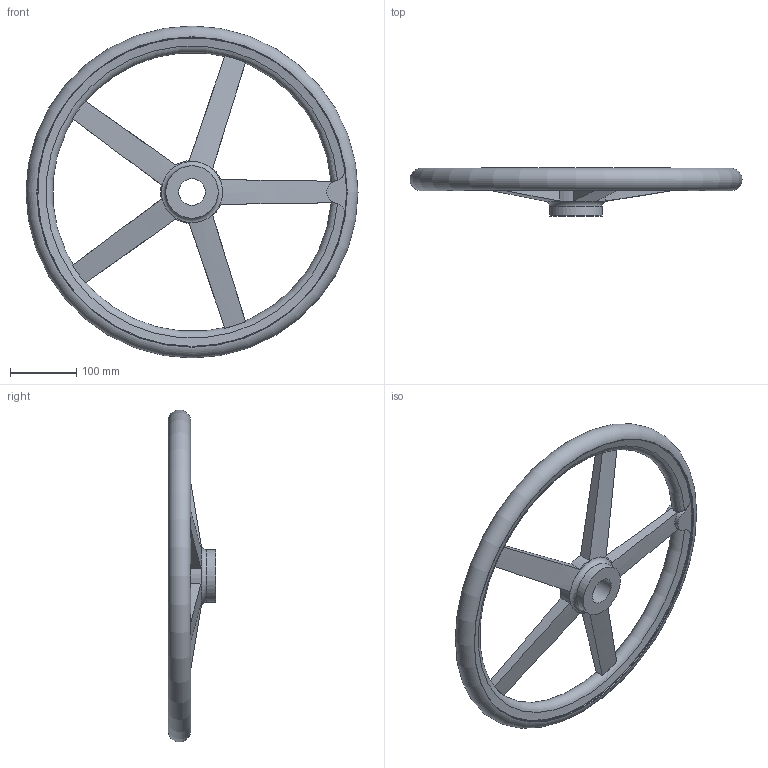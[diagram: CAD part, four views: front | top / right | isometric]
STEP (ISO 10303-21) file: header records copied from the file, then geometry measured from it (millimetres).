
FILE_DESCRIPTION( ( 'STEP AP214' ), '1' );
FILE_NAME( 'K0160.0500X40.stp', '2020-11-26T09:56:18', ( '' ), ( '' ), ' ', 'PARTsolutions', ' ' );
FILE_SCHEMA( ( 'AUTOMOTIVE_DESIGN { 1 0 10303 214 1 1 1 1 }' ) );
Length unit declared in the file: millimetre
Products named in the file (1): _K0160.0500X40
Bounding box: 499.99 x 71.99 x 499.99 mm (x, y, z)
Volume: 2077289.8 mm3; surface area: 280003.6 mm2
Topology: 1 solids, 1 shells, 54 faces, 164 edges, 106 vertices
Faces by surface type: torus 20, cylinder 16, plane 14, cone 4
Full cylindrical faces by diameter (mm): 40 x1, 79 x2, 466 x2
Entity records: 2732 total; most frequent: CARTESIAN_POINT 962, ORIENTED_EDGE 292, DIRECTION 244, EDGE_CURVE 146, AXIS2_PLACEMENT_3D 115, VERTEX_POINT 103, EDGE_LOOP 74, B_SPLINE_CURVE_WITH_KNOTS 72
